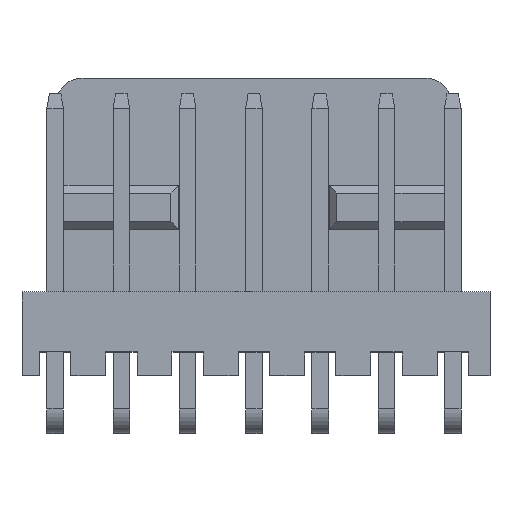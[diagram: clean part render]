
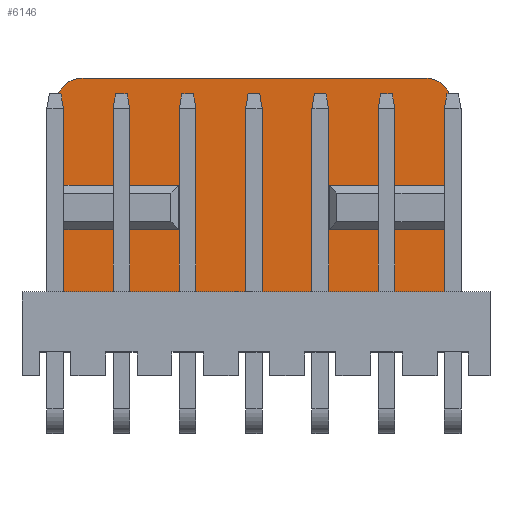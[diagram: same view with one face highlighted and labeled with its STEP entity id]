
A CAD part, top view. The second image highlights one B-rep face of the part: STEP entity #6146.
In plain terms, the highlighted planar face has unit normal (0, 0, 1).
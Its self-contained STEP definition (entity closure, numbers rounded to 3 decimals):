
#539 = VERTEX_POINT ( 'NONE', #666 ) ;
#540 = VERTEX_POINT ( 'NONE', #667 ) ;
#553 = VERTEX_POINT ( 'NONE', #680 ) ;
#561 = VERTEX_POINT ( 'NONE', #688 ) ;
#573 = VERTEX_POINT ( 'NONE', #700 ) ;
#579 = VERTEX_POINT ( 'NONE', #706 ) ;
#581 = VERTEX_POINT ( 'NONE', #708 ) ;
#666 = CARTESIAN_POINT ( 'NONE',  ( -9.538, 0.723, 0.86 ) ) ;
#667 = CARTESIAN_POINT ( 'NONE',  ( -9.538, -0.977, 0.86 ) ) ;
#680 = CARTESIAN_POINT ( 'NONE',  ( -4.828, 0.723, 0.86 ) ) ;
#688 = CARTESIAN_POINT ( 'NONE',  ( -4.828, -0.977, 0.86 ) ) ;
#700 = CARTESIAN_POINT ( 'NONE',  ( -9.538, -3.377, 0.86 ) ) ;
#706 = CARTESIAN_POINT ( 'NONE',  ( -9.538, 3.823, 0.86 ) ) ;
#708 = CARTESIAN_POINT ( 'NONE',  ( -8.538, 4.823, 0.86 ) ) ;
#749 = CARTESIAN_POINT ( 'NONE',  ( 4.642, 4.823, 0.86 ) ) ;
#752 = CARTESIAN_POINT ( 'NONE',  ( 5.642, -3.377, 0.86 ) ) ;
#774 = CARTESIAN_POINT ( 'NONE',  ( 5.642, -0.977, 0.86 ) ) ;
#778 = CARTESIAN_POINT ( 'NONE',  ( 0.932, -0.977, 0.86 ) ) ;
#779 = CARTESIAN_POINT ( 'NONE',  ( 5.642, 0.723, 0.86 ) ) ;
#793 = CARTESIAN_POINT ( 'NONE',  ( 0.932, 0.723, 0.86 ) ) ;
#797 = CARTESIAN_POINT ( 'NONE',  ( 5.642, 3.823, 0.86 ) ) ;
#962 = VERTEX_POINT ( 'NONE', #749 ) ;
#965 = VERTEX_POINT ( 'NONE', #752 ) ;
#987 = VERTEX_POINT ( 'NONE', #774 ) ;
#991 = VERTEX_POINT ( 'NONE', #778 ) ;
#992 = VERTEX_POINT ( 'NONE', #779 ) ;
#1006 = VERTEX_POINT ( 'NONE', #793 ) ;
#1010 = VERTEX_POINT ( 'NONE', #797 ) ;
#1297 = ORIENTED_EDGE ( 'NONE', *, *, #1615, .T. ) ;
#1298 = ORIENTED_EDGE ( 'NONE', *, *, #1642, .T. ) ;
#1299 = ORIENTED_EDGE ( 'NONE', *, *, #1643, .F. ) ;
#1300 = ORIENTED_EDGE ( 'NONE', *, *, #1644, .F. ) ;
#1301 = ORIENTED_EDGE ( 'NONE', *, *, #1645, .F. ) ;
#1302 = ORIENTED_EDGE ( 'NONE', *, *, #1646, .T. ) ;
#1303 = ORIENTED_EDGE ( 'NONE', *, *, #1647, .F. ) ;
#1304 = ORIENTED_EDGE ( 'NONE', *, *, #1610, .T. ) ;
#1305 = ORIENTED_EDGE ( 'NONE', *, *, #2452, .F. ) ;
#1306 = ORIENTED_EDGE ( 'NONE', *, *, #2457, .T. ) ;
#1307 = ORIENTED_EDGE ( 'NONE', *, *, #4708, .F. ) ;
#1308 = ORIENTED_EDGE ( 'NONE', *, *, #4706, .F. ) ;
#1309 = ORIENTED_EDGE ( 'NONE', *, *, #4704, .F. ) ;
#1310 = ORIENTED_EDGE ( 'NONE', *, *, #2456, .T. ) ;
#1610 = EDGE_CURVE ( 'NONE', #962, #581, #4850, .T. ) ;
#1615 = EDGE_CURVE ( 'NONE', #573, #965, #4852, .T. ) ;
#1642 = EDGE_CURVE ( 'NONE', #965, #987, #4914, .T. ) ;
#1643 = EDGE_CURVE ( 'NONE', #991, #987, #4916, .T. ) ;
#1644 = EDGE_CURVE ( 'NONE', #1006, #991, #4912, .T. ) ;
#1645 = EDGE_CURVE ( 'NONE', #992, #1006, #4918, .T. ) ;
#1646 = EDGE_CURVE ( 'NONE', #992, #1010, #4920, .T. ) ;
#1647 = EDGE_CURVE ( 'NONE', #962, #1010, #4924, .T. ) ;
#2294 = EDGE_LOOP ( 'NONE', ( #1297, #1298, #1299, #1300, #1301, #1302, #1303, #1304, #1305, #1306, #1307, #1308, #1309, #1310 ) ) ;
#2452 = EDGE_CURVE ( 'NONE', #579, #581, #5201, .T. ) ;
#2456 = EDGE_CURVE ( 'NONE', #540, #573, #5219, .T. ) ;
#2457 = EDGE_CURVE ( 'NONE', #579, #539, #5221, .T. ) ;
#2488 = AXIS2_PLACEMENT_3D ( 'NONE', #6390, #6391, #6392 ) ;
#2497 = AXIS2_PLACEMENT_3D ( 'NONE', #2703, #2704, #2705 ) ;
#2703 = CARTESIAN_POINT ( 'NONE',  ( -8.538, 3.823, 0.86 ) ) ;
#2704 = DIRECTION ( 'NONE',  ( 0., 0., -1. ) ) ;
#2705 = DIRECTION ( 'NONE',  ( 1., 0., 0. ) ) ;
#2711 = CARTESIAN_POINT ( 'NONE',  ( -9.538, -3.377, 0.86 ) ) ;
#2712 = DIRECTION ( 'NONE',  ( 0., -1., 0. ) ) ;
#2713 = CARTESIAN_POINT ( 'NONE',  ( -9.538, -3.377, 0.86 ) ) ;
#2714 = DIRECTION ( 'NONE',  ( 0., -1., 0. ) ) ;
#3215 = CARTESIAN_POINT ( 'NONE',  ( -9.538, -0.977, 0.86 ) ) ;
#3216 = DIRECTION ( 'NONE',  ( 1., 0., 0. ) ) ;
#3219 = CARTESIAN_POINT ( 'NONE',  ( -4.828, 0.723, 0.86 ) ) ;
#3221 = DIRECTION ( 'NONE',  ( 0., 1., 0. ) ) ;
#3223 = CARTESIAN_POINT ( 'NONE',  ( -9.538, 0.723, 0.86 ) ) ;
#3224 = DIRECTION ( 'NONE',  ( -1., 0., 0. ) ) ;
#4189 = FACE_OUTER_BOUND ( 'NONE', #2294, .T. ) ;
#4358 = AXIS2_PLACEMENT_3D ( 'NONE', #4400, #4419, #4420 ) ;
#4400 = CARTESIAN_POINT ( 'NONE',  ( -9.538, 0.723, 0.86 ) ) ;
#4415 = PLANE ( 'NONE',  #4358 ) ;
#4419 = DIRECTION ( 'NONE',  ( 0., 0., -1. ) ) ;
#4420 = DIRECTION ( 'NONE',  ( -1., 0., 0. ) ) ;
#4704 = EDGE_CURVE ( 'NONE', #540, #561, #5691, .T. ) ;
#4706 = EDGE_CURVE ( 'NONE', #561, #553, #5695, .T. ) ;
#4708 = EDGE_CURVE ( 'NONE', #553, #539, #5699, .T. ) ;
#4850 = LINE ( 'NONE', #6314, #4853 ) ;
#4852 = LINE ( 'NONE', #6285, #4863 ) ;
#4853 = VECTOR ( 'NONE', #6316, 1000. ) ;
#4863 = VECTOR ( 'NONE', #6325, 1000. ) ;
#4912 = LINE ( 'NONE', #6350, #4921 ) ;
#4914 = LINE ( 'NONE', #6378, #4917 ) ;
#4916 = LINE ( 'NONE', #6380, #4919 ) ;
#4917 = VECTOR ( 'NONE', #6379, 1000. ) ;
#4918 = LINE ( 'NONE', #6375, #4923 ) ;
#4919 = VECTOR ( 'NONE', #6382, 1000. ) ;
#4920 = LINE ( 'NONE', #6381, #4925 ) ;
#4921 = VECTOR ( 'NONE', #6383, 1000. ) ;
#4923 = VECTOR ( 'NONE', #6385, 1000. ) ;
#4924 = CIRCLE ( 'NONE', #2488, 1. ) ;
#4925 = VECTOR ( 'NONE', #6387, 1000. ) ;
#5201 = CIRCLE ( 'NONE', #2497, 1. ) ;
#5219 = LINE ( 'NONE', #2711, #5222 ) ;
#5221 = LINE ( 'NONE', #2713, #5224 ) ;
#5222 = VECTOR ( 'NONE', #2712, 1000. ) ;
#5224 = VECTOR ( 'NONE', #2714, 1000. ) ;
#5691 = LINE ( 'NONE', #3215, #5694 ) ;
#5694 = VECTOR ( 'NONE', #3216, 1000. ) ;
#5695 = LINE ( 'NONE', #3219, #5698 ) ;
#5698 = VECTOR ( 'NONE', #3221, 1000. ) ;
#5699 = LINE ( 'NONE', #3223, #5702 ) ;
#5702 = VECTOR ( 'NONE', #3224, 1000. ) ;
#6146 = ADVANCED_FACE ( 'NONE', ( #4189 ), #4415, .F. ) ;
#6285 = CARTESIAN_POINT ( 'NONE',  ( -10.858, -3.377, 0.86 ) ) ;
#6314 = CARTESIAN_POINT ( 'NONE',  ( -8.538, 4.823, 0.86 ) ) ;
#6316 = DIRECTION ( 'NONE',  ( -1., 0., 0. ) ) ;
#6325 = DIRECTION ( 'NONE',  ( 1., 0., 0. ) ) ;
#6350 = CARTESIAN_POINT ( 'NONE',  ( 0.932, 0.723, 0.86 ) ) ;
#6375 = CARTESIAN_POINT ( 'NONE',  ( -42.558, 0.723, 0.86 ) ) ;
#6378 = CARTESIAN_POINT ( 'NONE',  ( 5.642, 3.823, 0.86 ) ) ;
#6379 = DIRECTION ( 'NONE',  ( 0., 1., 0. ) ) ;
#6380 = CARTESIAN_POINT ( 'NONE',  ( -42.558, -0.977, 0.86 ) ) ;
#6381 = CARTESIAN_POINT ( 'NONE',  ( 5.642, 3.823, 0.86 ) ) ;
#6382 = DIRECTION ( 'NONE',  ( 1., 0., 0. ) ) ;
#6383 = DIRECTION ( 'NONE',  ( 0., -1., 0. ) ) ;
#6385 = DIRECTION ( 'NONE',  ( -1., 0., 0. ) ) ;
#6387 = DIRECTION ( 'NONE',  ( 0., 1., 0. ) ) ;
#6390 = CARTESIAN_POINT ( 'NONE',  ( 4.642, 3.823, 0.86 ) ) ;
#6391 = DIRECTION ( 'NONE',  ( 0., 0., -1. ) ) ;
#6392 = DIRECTION ( 'NONE',  ( 1., 0., 0. ) ) ;
